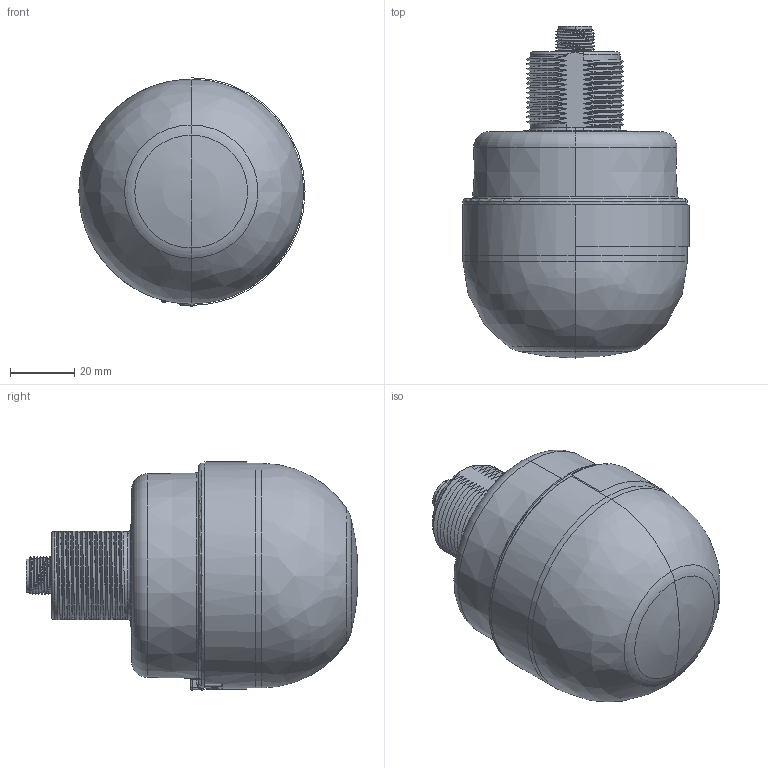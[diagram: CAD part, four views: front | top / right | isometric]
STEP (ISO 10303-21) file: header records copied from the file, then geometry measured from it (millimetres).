
FILE_DESCRIPTION((''),'2;1');
FILE_NAME('189931_ASM','2015-12-22T',('pdmadmin'),(''),'PRO/ENGINEER BY PARAMETRIC TECHNOLOGY CORPORATION, 2013230','PRO/ENGINEER BY PARAMETRIC TECHNOLOGY CORPORATION, 2013230','');
FILE_SCHEMA(('CONFIG_CONTROL_DESIGN'));
Products named in the file (6): 180077; 181388; 185378; 180482; 41089; 189931_ASM
Assembly tree (5 placements, depth 2):
  189931_ASM
    180077
    181388
    185378
    180482
    41089
Bounding box: 70.5 x 103.5 x 71.25 mm (x, y, z)
Volume: 86050.6 mm3; surface area: 62376.5 mm2
Topology: 5 solids, 6 shells, 942 faces, 2231 edges, 1339 vertices
Faces by surface type: cylinder 281, bspline 267, plane 150, torus 112, cone 85, sphere 47
Entity records: 60690 total; most frequent: CARTESIAN_POINT 40778, ORIENTED_EDGE 4454, DIRECTION 3696, EDGE_CURVE 2229, AXIS2_PLACEMENT_3D 1565, VERTEX_POINT 1339, EDGE_LOOP 1001, FACE_OUTER_BOUND 942
